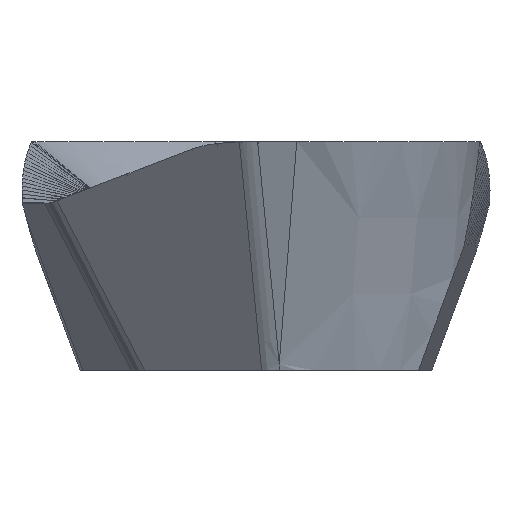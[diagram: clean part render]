
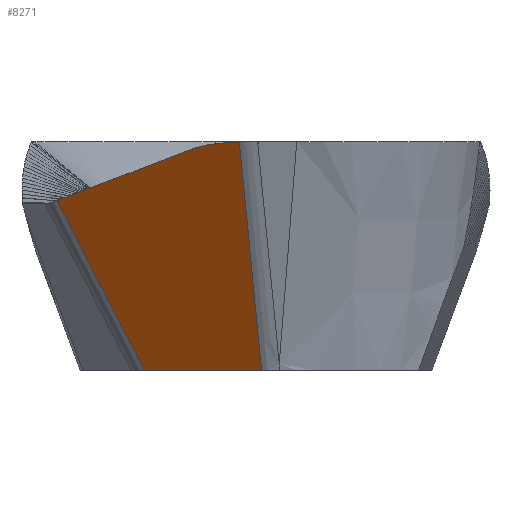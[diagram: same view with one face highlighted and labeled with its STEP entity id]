
A CAD part, left-side view. The second image highlights one B-rep face of the part: STEP entity #8271.
In plain terms, the highlighted planar face has unit normal (-0.814, 0.47, -0.342).
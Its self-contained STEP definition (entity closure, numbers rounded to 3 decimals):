
#1020=CARTESIAN_POINT('',(-6.599,2.431,-5.));
#2276=CARTESIAN_POINT('',(-8.073,-0.122,-5.));
#2286=DIRECTION('',(0.341,-0.091,-0.936));
#2287=VECTOR('',#2286,5.342);
#2288=CARTESIAN_POINT('',(-9.892,0.365,
-0.001));
#2289=LINE('',#2288,#2287);
#2293=DIRECTION('',(0.5,0.866,0.));
#2294=VECTOR('',#2293,2.949);
#2295=CARTESIAN_POINT('',(-8.073,-0.122,-5.));
#2296=LINE('',#2295,#2294);
#2300=CARTESIAN_POINT('',(-7.047,4.354,
-1.293));
#2301=CARTESIAN_POINT('',(-7.05,4.349,
-1.291));
#2302=CARTESIAN_POINT('',(-7.053,4.345,
-1.289));
#2303=CARTESIAN_POINT('',(-7.057,4.34,
-1.288));
#2308=DIRECTION('',(-0.567,-0.769,0.293));
#2309=VECTOR('',#2308,1.945);
#2310=CARTESIAN_POINT('',(-7.057,4.34,
-1.288));
#2311=LINE('',#2310,#2309);
#2315=DIRECTION('',(-0.567,-0.769,0.293));
#2316=VECTOR('',#2315,0.469);
#2317=CARTESIAN_POINT('',(-8.161,2.844,
-0.717));
#2318=LINE('',#2317,#2316);
#2322=DIRECTION('',(-0.567,-0.769,0.293));
#2323=VECTOR('',#2322,1.403);
#2324=CARTESIAN_POINT('',(-8.427,2.483,
-0.579));
#2325=LINE('',#2324,#2323);
#2329=CARTESIAN_POINT('',(-9.223,1.404,
-0.167));
#2330=CARTESIAN_POINT('',(-9.255,1.36,
-0.151));
#2331=CARTESIAN_POINT('',(-9.314,1.279,
-0.123));
#2332=CARTESIAN_POINT('',(-9.383,1.178,
-0.096));
#2333=CARTESIAN_POINT('',(-9.441,1.092,
-0.076));
#2334=CARTESIAN_POINT('',(-9.486,1.024,
-0.063));
#2335=CARTESIAN_POINT('',(-9.526,0.961,
-0.054));
#2336=CARTESIAN_POINT('',(-9.559,0.908,
-0.048));
#2337=CARTESIAN_POINT('',(-9.577,0.879,
-0.045));
#2338=CARTESIAN_POINT('',(-9.586,0.865,
-0.044));
#2343=DIRECTION('',(-0.522,-0.85,0.074));
#2344=VECTOR('',#2343,0.515);
#2345=CARTESIAN_POINT('',(-9.586,0.865,
-0.044));
#2346=LINE('',#2345,#2344);
#2350=CARTESIAN_POINT('',(-9.855,0.427,
-0.005));
#2351=CARTESIAN_POINT('',(-9.861,0.417,
-0.005));
#2352=CARTESIAN_POINT('',(-9.873,0.396,
-0.003));
#2353=CARTESIAN_POINT('',(-9.886,0.375,
-0.002));
#2354=CARTESIAN_POINT('',(-9.892,0.365,
-0.001));
#2370=DIRECTION('',(0.107,-0.458,-0.883));
#2371=VECTOR('',#2370,4.2);
#2372=CARTESIAN_POINT('',(-7.047,4.354,
-1.293));
#2373=LINE('',#2372,#2371);
#3762=VERTEX_POINT('',#2276);
#3795=VERTEX_POINT('',#1020);
#3967=CARTESIAN_POINT('',(-9.892,0.365,
-0.001));
#3968=VERTEX_POINT('',#3967);
#4053=CARTESIAN_POINT('',(-7.047,4.354,
-1.293));
#4054=VERTEX_POINT('',#4053);
#4057=CARTESIAN_POINT('',(-7.057,4.34,
-1.288));
#4058=VERTEX_POINT('',#4057);
#4059=CARTESIAN_POINT('',(-8.161,2.844,
-0.717));
#4060=VERTEX_POINT('',#4059);
#4061=CARTESIAN_POINT('',(-8.427,2.483,
-0.579));
#4062=VERTEX_POINT('',#4061);
#4063=CARTESIAN_POINT('',(-9.223,1.404,
-0.167));
#4064=VERTEX_POINT('',#4063);
#4065=CARTESIAN_POINT('',(-9.586,0.865,
-0.044));
#4066=VERTEX_POINT('',#4065);
#4067=CARTESIAN_POINT('',(-9.855,0.427,
-0.005));
#4068=VERTEX_POINT('',#4067);
#8253=CARTESIAN_POINT('',(-8.699,2.433,0.));
#8254=DIRECTION('',(0.814,-0.47,0.342));
#8255=DIRECTION('',(0.5,0.866,0.));
#8256=AXIS2_PLACEMENT_3D('',#8253,#8254,#8255);
#8257=PLANE('',#8256);
#8258=ORIENTED_EDGE('',*,*,#8243,.T.);
#8259=ORIENTED_EDGE('',*,*,#4749,.T.);
#8261=ORIENTED_EDGE('',*,*,#8260,.F.);
#8262=ORIENTED_EDGE('',*,*,#5644,.T.);
#8263=ORIENTED_EDGE('',*,*,#5690,.T.);
#8264=ORIENTED_EDGE('',*,*,#5728,.T.);
#8265=ORIENTED_EDGE('',*,*,#5794,.T.);
#8266=ORIENTED_EDGE('',*,*,#5852,.T.);
#8267=ORIENTED_EDGE('',*,*,#5902,.T.);
#8268=ORIENTED_EDGE('',*,*,#5940,.T.);
#8269=EDGE_LOOP('',(#8258,#8259,#8261,#8262,#8263,#8264,#8265,#8266,#8267,
#8268));
#8270=FACE_OUTER_BOUND('',#8269,.F.);
#2304=B_SPLINE_CURVE_WITH_KNOTS('',3,(#2300,#2301,#2302,#2303),.UNSPECIFIED.,
.F.,.F.,(4,4),(0.,1.),.UNSPECIFIED.);
#2339=B_SPLINE_CURVE_WITH_KNOTS('',3,(#2329,#2330,#2331,#2332,#2333,#2334,#2335,
#2336,#2337,#2338),.UNSPECIFIED.,.F.,.F.,(4,1,1,1,1,1,1,4),(0.,0.25,0.5,
0.625,0.75,0.875,0.938,1.),.UNSPECIFIED.);
#2355=B_SPLINE_CURVE_WITH_KNOTS('',3,(#2350,#2351,#2352,#2353,#2354),
.UNSPECIFIED.,.F.,.F.,(4,1,4),(0.,0.5,1.),.UNSPECIFIED.);
#4749=EDGE_CURVE('',#3762,#3795,#2296,.T.);
#5644=EDGE_CURVE('',#4054,#4058,#2304,.T.);
#5690=EDGE_CURVE('',#4058,#4060,#2311,.T.);
#5728=EDGE_CURVE('',#4060,#4062,#2318,.T.);
#5794=EDGE_CURVE('',#4062,#4064,#2325,.T.);
#5852=EDGE_CURVE('',#4064,#4066,#2339,.T.);
#5902=EDGE_CURVE('',#4066,#4068,#2346,.T.);
#5940=EDGE_CURVE('',#4068,#3968,#2355,.T.);
#8243=EDGE_CURVE('',#3968,#3762,#2289,.T.);
#8260=EDGE_CURVE('',#4054,#3795,#2373,.T.);
#8271=ADVANCED_FACE('',(#8270),#8257,.F.);
